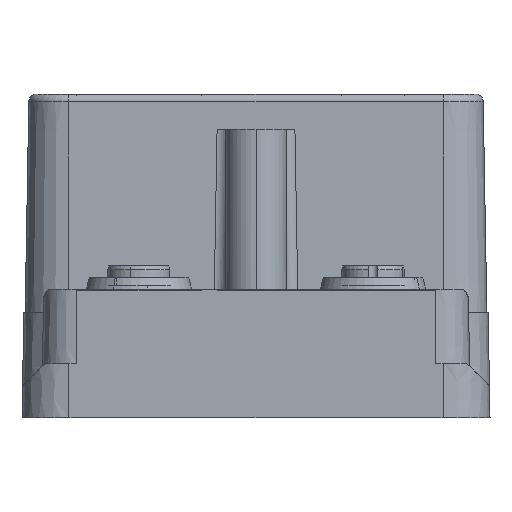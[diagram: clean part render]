
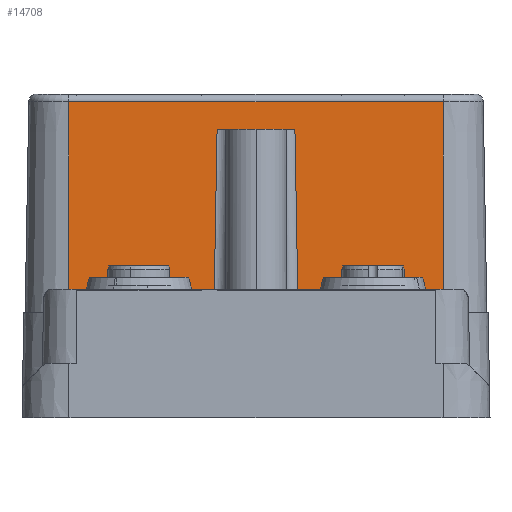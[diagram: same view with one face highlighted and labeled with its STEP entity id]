
A CAD part, front view. The second image highlights one B-rep face of the part: STEP entity #14708.
In plain terms, the highlighted planar face has unit normal (0, -1, 0.018).
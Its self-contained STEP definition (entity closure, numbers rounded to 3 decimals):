
#14651=AXIS2_PLACEMENT_3D('Plane Axis2P3D',#14648,#14649,#14650) ;
#7223=CARTESIAN_POINT('Vertex',(54.,105.6,13.5)) ;
#7226=CARTESIAN_POINT('Line Origine',(44.7,105.6,13.5)) ;
#7230=CARTESIAN_POINT('Vertex',(35.4,105.6,13.5)) ;
#7296=CARTESIAN_POINT('Vertex',(24.6,105.6,13.5)) ;
#7299=CARTESIAN_POINT('Line Origine',(15.3,105.6,13.5)) ;
#7303=CARTESIAN_POINT('Vertex',(6.,105.6,13.5)) ;
#14628=CARTESIAN_POINT('Line Origine',(54.,105.844,27.5)) ;
#14632=CARTESIAN_POINT('Vertex',(54.,106.072,40.517)) ;
#14648=CARTESIAN_POINT('Axis2P3D Location',(59.6,105.6,13.5)) ;
#14653=CARTESIAN_POINT('Line Origine',(30.,106.072,40.517)) ;
#14657=CARTESIAN_POINT('Vertex',(6.,106.072,40.517)) ;
#14660=CARTESIAN_POINT('Line Origine',(6.,105.844,27.5)) ;
#14666=CARTESIAN_POINT('Control Point',(25.01,106.01,37.)) ;
#14667=CARTESIAN_POINT('Control Point',(24.6,105.6,13.5)) ;
#14668=CARTESIAN_POINT('Vertex',(25.01,106.01,37.)) ;
#14671=CARTESIAN_POINT('Line Origine',(30.,106.01,37.)) ;
#14675=CARTESIAN_POINT('Vertex',(26.51,106.01,37.)) ;
#14678=CARTESIAN_POINT('Line Origine',(30.,106.01,37.)) ;
#14682=CARTESIAN_POINT('Vertex',(33.49,106.01,37.)) ;
#14685=CARTESIAN_POINT('Line Origine',(30.,106.01,37.)) ;
#14689=CARTESIAN_POINT('Vertex',(34.99,106.01,37.)) ;
#14693=CARTESIAN_POINT('Control Point',(34.99,106.01,37.)) ;
#14694=CARTESIAN_POINT('Control Point',(35.4,105.6,13.5)) ;
#7227=DIRECTION('Vector Direction',(-1.,0.,0.)) ;
#7300=DIRECTION('Vector Direction',(-1.,0.,0.)) ;
#14629=DIRECTION('Vector Direction',(0.,-0.017,-1.)) ;
#14649=DIRECTION('Axis2P3D Direction',(0.,-1.,0.017)) ;
#14650=DIRECTION('Axis2P3D XDirection',(-1.,0.,0.)) ;
#14654=DIRECTION('Vector Direction',(-1.,0.,0.)) ;
#14661=DIRECTION('Vector Direction',(0.,-0.017,-1.)) ;
#14672=DIRECTION('Vector Direction',(-1.,0.,0.)) ;
#14679=DIRECTION('Vector Direction',(-1.,0.,0.)) ;
#14686=DIRECTION('Vector Direction',(-1.,0.,0.)) ;
#7228=VECTOR('Line Direction',#7227,1.) ;
#7301=VECTOR('Line Direction',#7300,1.) ;
#14630=VECTOR('Line Direction',#14629,1.) ;
#14655=VECTOR('Line Direction',#14654,1.) ;
#14662=VECTOR('Line Direction',#14661,1.) ;
#14673=VECTOR('Line Direction',#14672,1.) ;
#14680=VECTOR('Line Direction',#14679,1.) ;
#14687=VECTOR('Line Direction',#14686,1.) ;
#14697=ORIENTED_EDGE('',*,*,#7232,.F.) ;
#14698=ORIENTED_EDGE('',*,*,#14634,.T.) ;
#14699=ORIENTED_EDGE('',*,*,#14659,.F.) ;
#14700=ORIENTED_EDGE('',*,*,#14664,.F.) ;
#14701=ORIENTED_EDGE('',*,*,#7305,.F.) ;
#14702=ORIENTED_EDGE('',*,*,#14670,.F.) ;
#14703=ORIENTED_EDGE('',*,*,#14677,.T.) ;
#14704=ORIENTED_EDGE('',*,*,#14684,.T.) ;
#14705=ORIENTED_EDGE('',*,*,#14691,.T.) ;
#14706=ORIENTED_EDGE('',*,*,#14695,.T.) ;
#14708=ADVANCED_FACE('Hauptk\X2\00F6\X0\rper',(#14707),#14652,.T.) ;
#14665=B_SPLINE_CURVE_WITH_KNOTS('',1,(#14666,#14667),.UNSPECIFIED.,.F.,.U.,(2,2),(-9.994,13.513),.UNSPECIFIED.) ;
#14692=B_SPLINE_CURVE_WITH_KNOTS('',1,(#14693,#14694),.UNSPECIFIED.,.F.,.U.,(2,2),(-9.994,13.513),.UNSPECIFIED.) ;
#7232=EDGE_CURVE('',#7224,#7231,#7229,.T.) ;
#7305=EDGE_CURVE('',#7297,#7304,#7302,.T.) ;
#14634=EDGE_CURVE('',#7224,#14633,#14631,.F.) ;
#14659=EDGE_CURVE('',#14658,#14633,#14656,.F.) ;
#14664=EDGE_CURVE('',#7304,#14658,#14663,.F.) ;
#14670=EDGE_CURVE('',#14669,#7297,#14665,.T.) ;
#14677=EDGE_CURVE('',#14669,#14676,#14674,.F.) ;
#14684=EDGE_CURVE('',#14676,#14683,#14681,.F.) ;
#14691=EDGE_CURVE('',#14683,#14690,#14688,.F.) ;
#14695=EDGE_CURVE('',#14690,#7231,#14692,.T.) ;
#14696=EDGE_LOOP('',(#14697,#14698,#14699,#14700,#14701,#14702,#14703,#14704,#14705,#14706)) ;
#14707=FACE_OUTER_BOUND('',#14696,.T.) ;
#7229=LINE('Line',#7226,#7228) ;
#7302=LINE('Line',#7299,#7301) ;
#14631=LINE('Line',#14628,#14630) ;
#14656=LINE('Line',#14653,#14655) ;
#14663=LINE('Line',#14660,#14662) ;
#14674=LINE('Line',#14671,#14673) ;
#14681=LINE('Line',#14678,#14680) ;
#14688=LINE('Line',#14685,#14687) ;
#14652=PLANE('',#14651) ;
#7224=VERTEX_POINT('',#7223) ;
#7231=VERTEX_POINT('',#7230) ;
#7297=VERTEX_POINT('',#7296) ;
#7304=VERTEX_POINT('',#7303) ;
#14633=VERTEX_POINT('',#14632) ;
#14658=VERTEX_POINT('',#14657) ;
#14669=VERTEX_POINT('',#14668) ;
#14676=VERTEX_POINT('',#14675) ;
#14683=VERTEX_POINT('',#14682) ;
#14690=VERTEX_POINT('',#14689) ;
